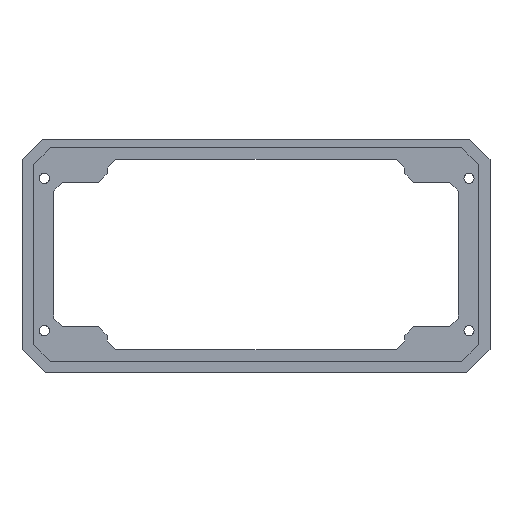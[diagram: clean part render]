
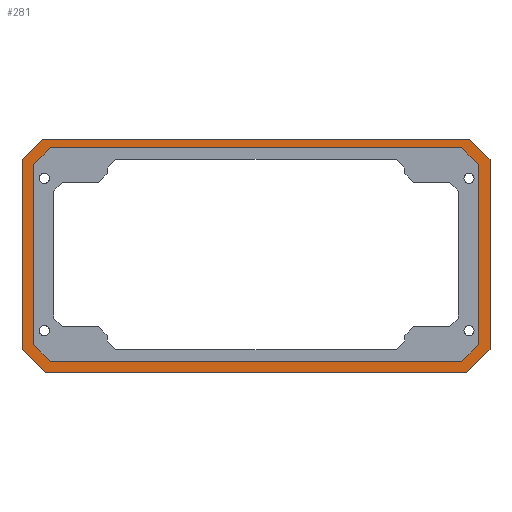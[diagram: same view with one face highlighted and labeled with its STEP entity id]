
A CAD part, top view. The second image highlights one B-rep face of the part: STEP entity #281.
In plain terms, the highlighted planar face has unit normal (0, 0, 1).
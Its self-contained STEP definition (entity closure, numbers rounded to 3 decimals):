
#10 = CARTESIAN_POINT ( 'NONE',  ( 162.25, 74., 10.5 ) ) ;
#14 = DIRECTION ( 'NONE',  ( -1., 0., 0. ) ) ;
#15 = CARTESIAN_POINT ( 'NONE',  ( 0., 4., 10.5 ) ) ;
#49 = DIRECTION ( 'NONE',  ( -0.715, 0.699, 0. ) ) ;
#50 = CARTESIAN_POINT ( 'NONE',  ( 6.818, 6.974, 10.5 ) ) ;
#52 = DIRECTION ( 'NONE',  ( 0., -1., 0. ) ) ;
#54 = CARTESIAN_POINT ( 'NONE',  ( 4., 0., 10.5 ) ) ;
#56 = DIRECTION ( 'NONE',  ( 0., -1., 0. ) ) ;
#57 = CARTESIAN_POINT ( 'NONE',  ( 154.25, 82., 10.5 ) ) ;
#59 = DIRECTION ( 'NONE',  ( 0.707, -0.707, 0. ) ) ;
#71 = CARTESIAN_POINT ( 'NONE',  ( 113.464, 116.057, 10.5 ) ) ;
#78 = DIRECTION ( 'NONE',  ( 0., -1., 0. ) ) ;
#88 = CARTESIAN_POINT ( 'NONE',  ( 0., 74., 10.5 ) ) ;
#90 = CARTESIAN_POINT ( 'NONE',  ( 0., 81., 10.5 ) ) ;
#95 = CARTESIAN_POINT ( 'NONE',  ( -34.171, 34.952, 10.5 ) ) ;
#134 = DIRECTION ( 'NONE',  ( 0.715, 0.699, 0. ) ) ;
#135 = DIRECTION ( 'NONE',  ( 1., 0., 0. ) ) ;
#136 = CARTESIAN_POINT ( 'NONE',  ( 0., 8., 10.5 ) ) ;
#137 = CARTESIAN_POINT ( 'NONE',  ( 8., 0., 10.5 ) ) ;
#138 = CARTESIAN_POINT ( 'NONE',  ( 154.25, 0., 10.5 ) ) ;
#139 = DIRECTION ( 'NONE',  ( 0.707, 0.707, 0. ) ) ;
#140 = DIRECTION ( 'NONE',  ( 0., 1., 0. ) ) ;
#141 = DIRECTION ( 'NONE',  ( -0.707, 0.707, 0. ) ) ;
#142 = CARTESIAN_POINT ( 'NONE',  ( 162.25, 8., 10.5 ) ) ;
#151 = DIRECTION ( 'NONE',  ( -0.707, -0.707, 0. ) ) ;
#152 = DIRECTION ( 'NONE',  ( -1., 0., 0. ) ) ;
#180 = CARTESIAN_POINT ( 'NONE',  ( 0., 78., 10.5 ) ) ;
#186 = DIRECTION ( 'NONE',  ( 1., 0., 0. ) ) ;
#215 = DIRECTION ( 'NONE',  ( 0.715, -0.699, 0. ) ) ;
#228 = DIRECTION ( 'NONE',  ( -0.715, -0.699, 0. ) ) ;
#229 = CARTESIAN_POINT ( 'NONE',  ( 158.25, 0., 10.5 ) ) ;
#230 = CARTESIAN_POINT ( 'NONE',  ( 72.474, -74.13, 10.5 ) ) ;
#281 = ADVANCED_FACE ( 'NONE', ( #1105, #1060 ), #1438, .F. ) ;
#324 = VERTEX_POINT ( 'NONE', #1376 ) ;
#333 = VERTEX_POINT ( 'NONE', #1331 ) ;
#343 = VERTEX_POINT ( 'NONE', #1316 ) ;
#345 = VERTEX_POINT ( 'NONE', #1275 ) ;
#349 = VERTEX_POINT ( 'NONE', #1322 ) ;
#385 = VECTOR ( 'NONE', #186, 1000. ) ;
#390 = LINE ( 'NONE', #229, #709 ) ;
#394 = VERTEX_POINT ( 'NONE', #1325 ) ;
#396 = ORIENTED_EDGE ( 'NONE', *, *, #1615, .T. ) ;
#504 = ORIENTED_EDGE ( 'NONE', *, *, #1506, .F. ) ;
#505 = ORIENTED_EDGE ( 'NONE', *, *, #1507, .F. ) ;
#507 = ORIENTED_EDGE ( 'NONE', *, *, #1592, .F. ) ;
#509 = ORIENTED_EDGE ( 'NONE', *, *, #1593, .F. ) ;
#589 = VECTOR ( 'NONE', #151, 1000. ) ;
#601 = VECTOR ( 'NONE', #152, 1000. ) ;
#611 = VECTOR ( 'NONE', #141, 1000. ) ;
#615 = LINE ( 'NONE', #142, #589 ) ;
#623 = VECTOR ( 'NONE', #140, 1000. ) ;
#628 = LINE ( 'NONE', #138, #601 ) ;
#633 = VECTOR ( 'NONE', #139, 1000. ) ;
#638 = LINE ( 'NONE', #137, #611 ) ;
#643 = VECTOR ( 'NONE', #135, 1000. ) ;
#648 = LINE ( 'NONE', #136, #623 ) ;
#653 = EDGE_LOOP ( 'NONE', ( #1118, #845, #396, #683, #685, #1143, #1111, #898 ) ) ;
#654 = VECTOR ( 'NONE', #134, 1000. ) ;
#655 = VERTEX_POINT ( 'NONE', #1211 ) ;
#657 = VERTEX_POINT ( 'NONE', #1213 ) ;
#659 = VERTEX_POINT ( 'NONE', #1206 ) ;
#660 = LINE ( 'NONE', #88, #633 ) ;
#661 = VERTEX_POINT ( 'NONE', #1214 ) ;
#663 = VERTEX_POINT ( 'NONE', #1207 ) ;
#664 = VERTEX_POINT ( 'NONE', #1215 ) ;
#668 = VERTEX_POINT ( 'NONE', #1199 ) ;
#670 = VERTEX_POINT ( 'NONE', #1198 ) ;
#672 = VERTEX_POINT ( 'NONE', #1216 ) ;
#673 = LINE ( 'NONE', #90, #643 ) ;
#676 = ORIENTED_EDGE ( 'NONE', *, *, #1504, .F. ) ;
#677 = ORIENTED_EDGE ( 'NONE', *, *, #1505, .F. ) ;
#679 = ORIENTED_EDGE ( 'NONE', *, *, #1503, .F. ) ;
#680 = ORIENTED_EDGE ( 'NONE', *, *, #1502, .F. ) ;
#683 = ORIENTED_EDGE ( 'NONE', *, *, #1616, .T. ) ;
#685 = ORIENTED_EDGE ( 'NONE', *, *, #1588, .T. ) ;
#691 = LINE ( 'NONE', #95, #654 ) ;
#702 = VECTOR ( 'NONE', #215, 1000. ) ;
#705 = LINE ( 'NONE', #230, #715 ) ;
#709 = VECTOR ( 'NONE', #78, 1000. ) ;
#715 = VECTOR ( 'NONE', #228, 1000. ) ;
#745 = VERTEX_POINT ( 'NONE', #1197 ) ;
#747 = EDGE_LOOP ( 'NONE', ( #680, #679, #676, #677, #504, #505, #507, #509 ) ) ;
#845 = ORIENTED_EDGE ( 'NONE', *, *, #1614, .T. ) ;
#859 = LINE ( 'NONE', #71, #702 ) ;
#898 = ORIENTED_EDGE ( 'NONE', *, *, #1501, .T. ) ;
#924 = LINE ( 'NONE', #180, #385 ) ;
#935 = LINE ( 'NONE', #50, #961 ) ;
#948 = VECTOR ( 'NONE', #14, 1000. ) ;
#949 = LINE ( 'NONE', #10, #975 ) ;
#952 = LINE ( 'NONE', #15, #948 ) ;
#960 = LINE ( 'NONE', #54, #964 ) ;
#961 = VECTOR ( 'NONE', #49, 1000. ) ;
#964 = VECTOR ( 'NONE', #52, 1000. ) ;
#972 = LINE ( 'NONE', #57, #979 ) ;
#975 = VECTOR ( 'NONE', #56, 1000. ) ;
#979 = VECTOR ( 'NONE', #59, 1000. ) ;
#1060 = FACE_OUTER_BOUND ( 'NONE', #747, .T. ) ;
#1105 = FACE_BOUND ( 'NONE', #653, .T. ) ;
#1111 = ORIENTED_EDGE ( 'NONE', *, *, #1590, .F. ) ;
#1118 = ORIENTED_EDGE ( 'NONE', *, *, #1613, .T. ) ;
#1143 = ORIENTED_EDGE ( 'NONE', *, *, #1589, .T. ) ;
#1197 = CARTESIAN_POINT ( 'NONE',  ( 8., 0., 10.5 ) ) ;
#1198 = CARTESIAN_POINT ( 'NONE',  ( 0., 8., 10.5 ) ) ;
#1199 = CARTESIAN_POINT ( 'NONE',  ( 155.25, 81., 10.5 ) ) ;
#1206 = CARTESIAN_POINT ( 'NONE',  ( 9.86, 4., 10.5 ) ) ;
#1207 = CARTESIAN_POINT ( 'NONE',  ( 162.25, 8., 10.5 ) ) ;
#1211 = CARTESIAN_POINT ( 'NONE',  ( 152.39, 4., 10.5 ) ) ;
#1213 = CARTESIAN_POINT ( 'NONE',  ( 158.25, 9.729, 10.5 ) ) ;
#1214 = CARTESIAN_POINT ( 'NONE',  ( 154.25, 0., 10.5 ) ) ;
#1215 = CARTESIAN_POINT ( 'NONE',  ( 162.25, 74., 10.5 ) ) ;
#1216 = CARTESIAN_POINT ( 'NONE',  ( 4., 9.729, 10.5 ) ) ;
#1271 = DIRECTION ( 'NONE',  ( -1., 0., 0. ) ) ;
#1275 = CARTESIAN_POINT ( 'NONE',  ( 0., 74., 10.5 ) ) ;
#1278 = DIRECTION ( 'NONE',  ( 0., 0., -1. ) ) ;
#1316 = CARTESIAN_POINT ( 'NONE',  ( 158.25, 72.271, 10.5 ) ) ;
#1322 = CARTESIAN_POINT ( 'NONE',  ( 9.86, 78., 10.5 ) ) ;
#1325 = CARTESIAN_POINT ( 'NONE',  ( 7., 81., 10.5 ) ) ;
#1331 = CARTESIAN_POINT ( 'NONE',  ( 4., 72.271, 10.5 ) ) ;
#1376 = CARTESIAN_POINT ( 'NONE',  ( 152.39, 78., 10.5 ) ) ;
#1438 = PLANE ( 'NONE',  #1679 ) ;
#1456 = CARTESIAN_POINT ( 'NONE',  ( 0., 0., 10.5 ) ) ;
#1501 = EDGE_CURVE ( 'NONE', #333, #349, #691, .T. ) ;
#1502 = EDGE_CURVE ( 'NONE', #394, #668, #673, .T. ) ;
#1503 = EDGE_CURVE ( 'NONE', #345, #394, #660, .T. ) ;
#1504 = EDGE_CURVE ( 'NONE', #670, #345, #648, .T. ) ;
#1505 = EDGE_CURVE ( 'NONE', #745, #670, #638, .T. ) ;
#1506 = EDGE_CURVE ( 'NONE', #661, #745, #628, .T. ) ;
#1507 = EDGE_CURVE ( 'NONE', #663, #661, #615, .T. ) ;
#1588 = EDGE_CURVE ( 'NONE', #655, #659, #952, .T. ) ;
#1589 = EDGE_CURVE ( 'NONE', #659, #672, #935, .T. ) ;
#1590 = EDGE_CURVE ( 'NONE', #333, #672, #960, .T. ) ;
#1592 = EDGE_CURVE ( 'NONE', #664, #663, #949, .T. ) ;
#1593 = EDGE_CURVE ( 'NONE', #668, #664, #972, .T. ) ;
#1613 = EDGE_CURVE ( 'NONE', #349, #324, #924, .T. ) ;
#1614 = EDGE_CURVE ( 'NONE', #324, #343, #859, .T. ) ;
#1615 = EDGE_CURVE ( 'NONE', #343, #657, #390, .T. ) ;
#1616 = EDGE_CURVE ( 'NONE', #657, #655, #705, .T. ) ;
#1679 = AXIS2_PLACEMENT_3D ( 'NONE', #1456, #1278, #1271 ) ;
